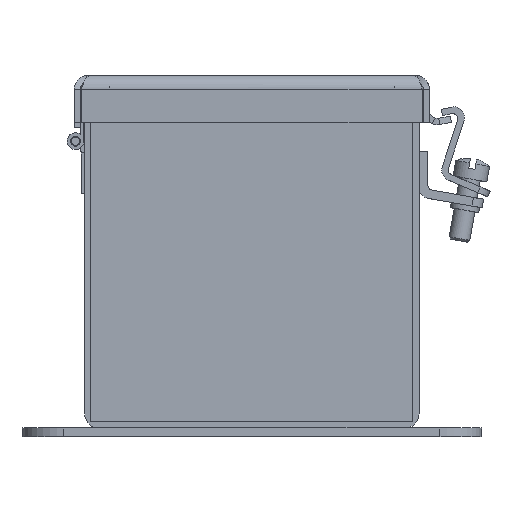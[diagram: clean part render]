
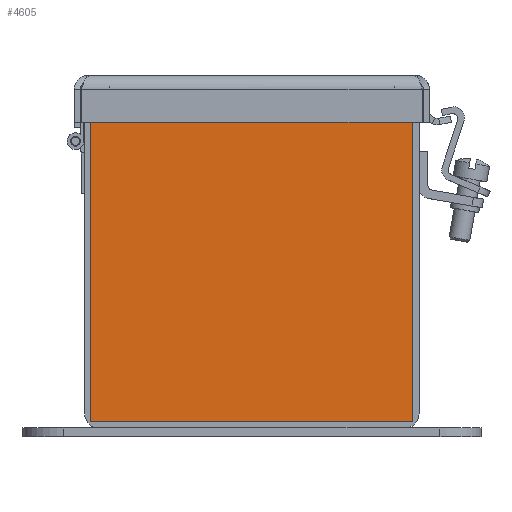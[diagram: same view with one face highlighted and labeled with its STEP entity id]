
A CAD part, left-side view. The second image highlights one B-rep face of the part: STEP entity #4605.
In plain terms, the highlighted planar face has unit normal (-1, 0, 0).
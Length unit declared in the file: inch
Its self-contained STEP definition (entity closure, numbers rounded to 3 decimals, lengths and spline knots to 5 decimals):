
#72 = DIRECTION ( 'NONE',  ( 0., 0., 1. ) ) ;
#626 = VECTOR ( 'NONE', #7792, 39.37008 ) ;
#888 = VECTOR ( 'NONE', #10763, 39.37008 ) ;
#1616 = ORIENTED_EDGE ( 'NONE', *, *, #19457, .F. ) ;
#1941 = LINE ( 'NONE', #23791, #11224 ) ;
#2567 = CARTESIAN_POINT ( 'NONE',  ( -9., 0., -1.176 ) ) ;
#3089 = CARTESIAN_POINT ( 'NONE',  ( -9., 1.4277, 2.676 ) ) ;
#3102 = DIRECTION ( 'NONE',  ( 0., 0., -1. ) ) ;
#3136 = VECTOR ( 'NONE', #72, 39.37008 ) ;
#3192 = ORIENTED_EDGE ( 'NONE', *, *, #23063, .F. ) ;
#3474 = LINE ( 'NONE', #18189, #3136 ) ;
#3699 = LINE ( 'NONE', #16608, #20732 ) ;
#3867 = DIRECTION ( 'NONE',  ( 0., 0., 1. ) ) ;
#4355 = EDGE_CURVE ( 'NONE', #12177, #12903, #17424, .T. ) ;
#4605 = ADVANCED_FACE ( 'NONE', ( #15537 ), #6265, .F. ) ;
#5072 = EDGE_LOOP ( 'NONE', ( #12600, #5505, #16070, #22221, #8853, #6347, #7273, #3192, #10524, #1616, #18272, #16599 ) ) ;
#5313 = EDGE_CURVE ( 'NONE', #16680, #6671, #20631, .T. ) ;
#5318 = VERTEX_POINT ( 'NONE', #11251 ) ;
#5505 = ORIENTED_EDGE ( 'NONE', *, *, #18853, .T. ) ;
#5682 = CARTESIAN_POINT ( 'NONE',  ( -9., 1.4275, 2.58205 ) ) ;
#6028 = EDGE_CURVE ( 'NONE', #23279, #6671, #23045, .T. ) ;
#6084 = LINE ( 'NONE', #20679, #18457 ) ;
#6167 = DIRECTION ( 'NONE',  ( 1., 0., 0. ) ) ;
#6265 = PLANE ( 'NONE',  #17882 ) ;
#6347 = ORIENTED_EDGE ( 'NONE', *, *, #6028, .F. ) ;
#6445 = LINE ( 'NONE', #11880, #17688 ) ;
#6458 = EDGE_CURVE ( 'NONE', #21303, #23279, #16520, .T. ) ;
#6611 = CARTESIAN_POINT ( 'NONE',  ( -9., 1.4277, 0.75 ) ) ;
#6671 = VERTEX_POINT ( 'NONE', #21582 ) ;
#6710 = VECTOR ( 'NONE', #20407, 39.37008 ) ;
#6983 = CARTESIAN_POINT ( 'NONE',  ( -9., 1.4275, 2.676 ) ) ;
#7106 = VECTOR ( 'NONE', #3102, 39.37008 ) ;
#7273 = ORIENTED_EDGE ( 'NONE', *, *, #6458, .F. ) ;
#7373 = DIRECTION ( 'NONE',  ( 0., 0., 1. ) ) ;
#7792 = DIRECTION ( 'NONE',  ( 0., -1., 0. ) ) ;
#8186 = VERTEX_POINT ( 'NONE', #21730 ) ;
#8576 = EDGE_CURVE ( 'NONE', #5318, #16680, #13881, .T. ) ;
#8853 = ORIENTED_EDGE ( 'NONE', *, *, #5313, .T. ) ;
#9545 = EDGE_CURVE ( 'NONE', #15081, #13687, #3699, .T. ) ;
#9993 = EDGE_CURVE ( 'NONE', #17213, #8186, #6084, .T. ) ;
#10120 = CARTESIAN_POINT ( 'NONE',  ( -9., 0., 0.75 ) ) ;
#10524 = ORIENTED_EDGE ( 'NONE', *, *, #4355, .F. ) ;
#10763 = DIRECTION ( 'NONE',  ( 0., 1., 0. ) ) ;
#11224 = VECTOR ( 'NONE', #7373, 39.37008 ) ;
#11251 = CARTESIAN_POINT ( 'NONE',  ( -9., 1.4275, 2.58225 ) ) ;
#11414 = VECTOR ( 'NONE', #19541, 39.37008 ) ;
#11440 = CARTESIAN_POINT ( 'NONE',  ( -9., 0., 2.58225 ) ) ;
#11464 = CARTESIAN_POINT ( 'NONE',  ( -9., -1.4275, 2.58205 ) ) ;
#11880 = CARTESIAN_POINT ( 'NONE',  ( -9., -1.926, 0.75 ) ) ;
#12177 = VERTEX_POINT ( 'NONE', #17690 ) ;
#12600 = ORIENTED_EDGE ( 'NONE', *, *, #9545, .T. ) ;
#12903 = VERTEX_POINT ( 'NONE', #20692 ) ;
#12925 = DIRECTION ( 'NONE',  ( 0., -1., 0. ) ) ;
#13481 = LINE ( 'NONE', #11440, #626 ) ;
#13520 = CARTESIAN_POINT ( 'NONE',  ( -9., -1.4275, 2.58205 ) ) ;
#13573 = DIRECTION ( 'NONE',  ( 0., -1., 0. ) ) ;
#13687 = VERTEX_POINT ( 'NONE', #11464 ) ;
#13881 = LINE ( 'NONE', #6983, #11414 ) ;
#13998 = CARTESIAN_POINT ( 'NONE',  ( -9., -1.4277, 2.58205 ) ) ;
#14353 = VERTEX_POINT ( 'NONE', #16910 ) ;
#14671 = DIRECTION ( 'NONE',  ( 0., 1., 0. ) ) ;
#15081 = VERTEX_POINT ( 'NONE', #13998 ) ;
#15537 = FACE_OUTER_BOUND ( 'NONE', #5072, .T. ) ;
#16070 = ORIENTED_EDGE ( 'NONE', *, *, #16159, .F. ) ;
#16159 = EDGE_CURVE ( 'NONE', #5318, #14353, #13481, .T. ) ;
#16270 = CARTESIAN_POINT ( 'NONE',  ( -9., 0., 2.676 ) ) ;
#16520 = LINE ( 'NONE', #16270, #18338 ) ;
#16599 = ORIENTED_EDGE ( 'NONE', *, *, #17806, .F. ) ;
#16608 = CARTESIAN_POINT ( 'NONE',  ( -9., -1.4277, 2.58205 ) ) ;
#16680 = VERTEX_POINT ( 'NONE', #5682 ) ;
#16899 = CARTESIAN_POINT ( 'NONE',  ( -9., 1.926, 2.676 ) ) ;
#16910 = CARTESIAN_POINT ( 'NONE',  ( -9., -1.4275, 2.58225 ) ) ;
#17213 = VERTEX_POINT ( 'NONE', #22631 ) ;
#17424 = LINE ( 'NONE', #2567, #888 ) ;
#17688 = VECTOR ( 'NONE', #18976, 39.37008 ) ;
#17690 = CARTESIAN_POINT ( 'NONE',  ( -9., -1.926, -1.176 ) ) ;
#17806 = EDGE_CURVE ( 'NONE', #15081, #17213, #1941, .T. ) ;
#17882 = AXIS2_PLACEMENT_3D ( 'NONE', #10120, #6167, #19041 ) ;
#18189 = CARTESIAN_POINT ( 'NONE',  ( -9., 1.926, 0.75 ) ) ;
#18272 = ORIENTED_EDGE ( 'NONE', *, *, #9993, .F. ) ;
#18338 = VECTOR ( 'NONE', #12925, 39.37008 ) ;
#18457 = VECTOR ( 'NONE', #13573, 39.37008 ) ;
#18706 = CARTESIAN_POINT ( 'NONE',  ( -9., 1.4275, 2.58205 ) ) ;
#18853 = EDGE_CURVE ( 'NONE', #13687, #14353, #22698, .T. ) ;
#18976 = DIRECTION ( 'NONE',  ( 0., 0., -1. ) ) ;
#19041 = DIRECTION ( 'NONE',  ( 0., 1., 0. ) ) ;
#19457 = EDGE_CURVE ( 'NONE', #8186, #12177, #6445, .T. ) ;
#19541 = DIRECTION ( 'NONE',  ( 0., 0., -1. ) ) ;
#20333 = VECTOR ( 'NONE', #3867, 39.37008 ) ;
#20407 = DIRECTION ( 'NONE',  ( 0., 1., 0. ) ) ;
#20631 = LINE ( 'NONE', #18706, #6710 ) ;
#20679 = CARTESIAN_POINT ( 'NONE',  ( -9., 0., 2.676 ) ) ;
#20692 = CARTESIAN_POINT ( 'NONE',  ( -9., 1.926, -1.176 ) ) ;
#20732 = VECTOR ( 'NONE', #14671, 39.37008 ) ;
#21303 = VERTEX_POINT ( 'NONE', #16899 ) ;
#21582 = CARTESIAN_POINT ( 'NONE',  ( -9., 1.4277, 2.58205 ) ) ;
#21730 = CARTESIAN_POINT ( 'NONE',  ( -9., -1.926, 2.676 ) ) ;
#22221 = ORIENTED_EDGE ( 'NONE', *, *, #8576, .T. ) ;
#22631 = CARTESIAN_POINT ( 'NONE',  ( -9., -1.4277, 2.676 ) ) ;
#22698 = LINE ( 'NONE', #13520, #20333 ) ;
#23045 = LINE ( 'NONE', #6611, #7106 ) ;
#23063 = EDGE_CURVE ( 'NONE', #12903, #21303, #3474, .T. ) ;
#23279 = VERTEX_POINT ( 'NONE', #3089 ) ;
#23791 = CARTESIAN_POINT ( 'NONE',  ( -9., -1.4277, 0.75 ) ) ;
